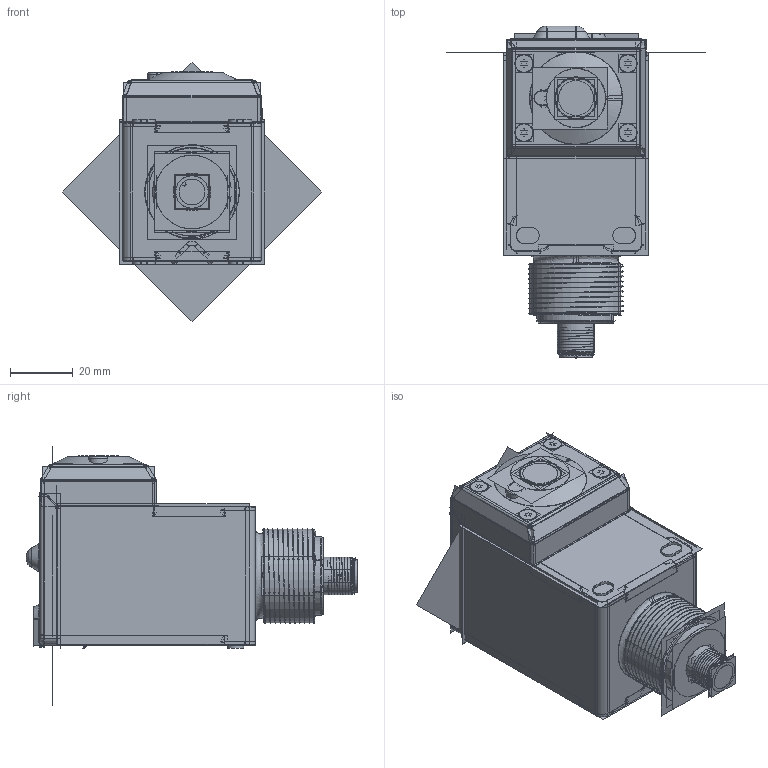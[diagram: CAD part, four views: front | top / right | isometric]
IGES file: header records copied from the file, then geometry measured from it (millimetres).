
Start section:  PTC IGES file: 156719.igs
Global section: file name: 156719.igs; native system: Creo Parametric by Parametric Technology Corporation; preprocessor: 2013230; author: pdmadmin; organization: Unknown; date: 20151116.082313; units: millimetre
Bounding box: 82.56 x 106.21 x 82.56 mm (x, y, z)
Volume: 73908.8 mm3; surface area: 351542 mm2
Topology: 12 solids, 12 shells, 2400 faces, 12012 edges, 15056 vertices
Faces by surface type: revolution 1230, bspline 1170
